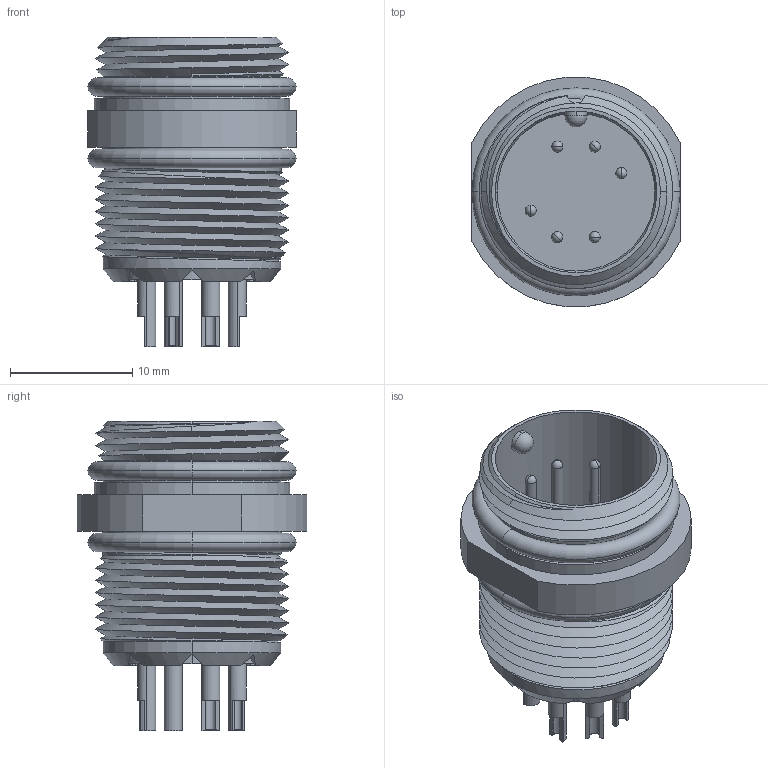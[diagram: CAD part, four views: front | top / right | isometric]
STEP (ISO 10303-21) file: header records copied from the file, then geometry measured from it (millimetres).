
FILE_DESCRIPTION (( 'STEP AP203' ), '1' );
FILE_NAME ('86-CRV82-PF(-1-8).STEP', '2019-09-11T19:10:19', ( '' ), ( '' ), 'SwSTEP 2.0', 'SolidWorks 2012', '' );
FILE_SCHEMA (( 'CONFIG_CONTROL_DESIGN' ));
Length unit declared in the file: millimetre
Products named in the file (8): 86-CRV82-PF(-1-8); o-rings series g_isoM16_o-rings  12x1,5; Resina M16_resina ep｢x; Montagem miolo macho_base_6 vias(-3-7); 80-12-pf_90-12-pf; 80-1 PF_80-1; 80-13-pf_80-13 pf(-3-7); 40-14_montagem_40-14
Assembly tree (13 placements, depth 3):
  86-CRV82-PF(-1-8)
    40-14_montagem_40-14
    Montagem miolo macho_base_6 vias(-3-7)
      80-13-pf_80-13 pf(-3-7)
      80-1 PF_80-1  x6
      80-12-pf_90-12-pf
    Resina M16_resina ep｢x
    o-rings series g_isoM16_o-rings  12x1,5  x2
Bounding box: 17 x 18.73 x 25.3 mm (x, y, z)
Volume: 2303.7 mm3; surface area: 5004.9 mm2
Topology: 12 solids, 12 shells, 447 faces, 1097 edges, 691 vertices
Faces by surface type: cylinder 156, plane 150, bspline 61, cone 59, torus 20, sphere 1
Entity records: 15346 total; most frequent: CARTESIAN_POINT 7068, ORIENTED_EDGE 1574, DIRECTION 1386, EDGE_CURVE 787, VERTEX_POINT 515, AXIS2_PLACEMENT_3D 514, EDGE_LOOP 386, LINE 358
